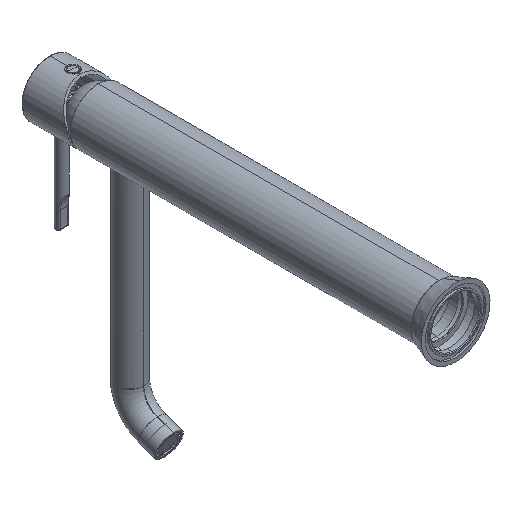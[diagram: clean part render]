
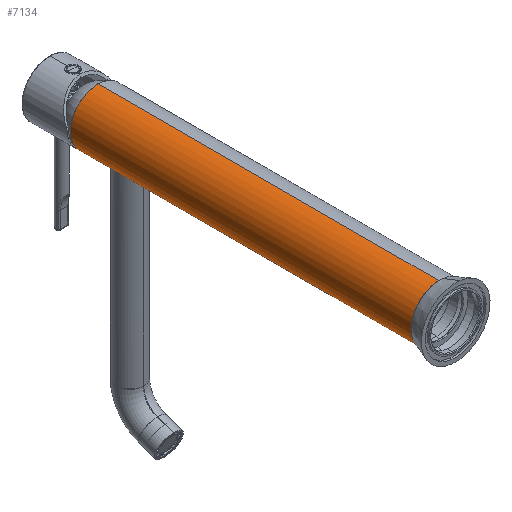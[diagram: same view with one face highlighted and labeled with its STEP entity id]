
A CAD part, isometric view. The second image highlights one B-rep face of the part: STEP entity #7134.
In plain terms, the highlighted cylindrical face has radius 20 mm (diameter 40 mm), a partial arc.
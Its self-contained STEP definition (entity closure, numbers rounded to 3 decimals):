
#12 = VERTEX_POINT ( 'NONE', #1071 ) ;
#766 = DIRECTION ( 'NONE',  ( 0., -1., 0. ) ) ;
#824 = B_SPLINE_CURVE_WITH_KNOTS ( 'NONE', 3,
 ( #1066, #3951, #7549, #2592, #6348, #7322, #3724, #14609, #11014, #8678, #12214, #1540, #1225, #12443, #2431, #1465, #6121, #9886 ),
 .UNSPECIFIED., .F., .F.,
 ( 4, 2, 2, 2, 2, 2, 2, 2, 4 ),
 ( 0.03, 0.031, 0.032, 0.033, 0.034, 0.035, 0.036, 0.037, 0.038 ),
 .UNSPECIFIED. ) ;
#880 = VERTEX_POINT ( 'NONE', #11092 ) ;
#1066 = CARTESIAN_POINT ( 'NONE',  ( -4.9, 106.9, -19.39 ) ) ;
#1071 = CARTESIAN_POINT ( 'NONE',  ( 0., 129.8, -20. ) ) ;
#1130 = CARTESIAN_POINT ( 'NONE',  ( -2.99, 103.005, -19.777 ) ) ;
#1225 = CARTESIAN_POINT ( 'NONE',  ( -2.174, 111.303, -19.884 ) ) ;
#1393 = AXIS2_PLACEMENT_3D ( 'NONE', #10403, #766, #12954 ) ;
#1451 = EDGE_CURVE ( 'NONE', #6468, #1685, #6066, .T. ) ;
#1465 = CARTESIAN_POINT ( 'NONE',  ( -0.646, 111.768, -19.992 ) ) ;
#1540 = CARTESIAN_POINT ( 'NONE',  ( -2.461, 111.149, -19.85 ) ) ;
#1576 = CARTESIAN_POINT ( 'NONE',  ( -4.9, 106.9, -19.39 ) ) ;
#1611 = EDGE_CURVE ( 'NONE', #880, #6468, #8590, .T. ) ;
#1685 = VERTEX_POINT ( 'NONE', #11826 ) ;
#2291 = VECTOR ( 'NONE', #7024, 1000. ) ;
#2342 = CARTESIAN_POINT ( 'NONE',  ( -4.868, 106.255, -19.399 ) ) ;
#2431 = CARTESIAN_POINT ( 'NONE',  ( -1.276, 111.642, -19.962 ) ) ;
#2592 = CARTESIAN_POINT ( 'NONE',  ( -4.742, 108.177, -19.43 ) ) ;
#2654 = CARTESIAN_POINT ( 'NONE',  ( -3.692, 103.663, -19.658 ) ) ;
#2830 = CARTESIAN_POINT ( 'NONE',  ( 0., 102., -20. ) ) ;
#2907 = ORIENTED_EDGE ( 'NONE', *, *, #10927, .F. ) ;
#3235 = AXIS2_PLACEMENT_3D ( 'NONE', #13988, #12546, #5258 ) ;
#3409 = DIRECTION ( 'NONE',  ( 0., 1., 0. ) ) ;
#3692 = VERTEX_POINT ( 'NONE', #5056 ) ;
#3724 = CARTESIAN_POINT ( 'NONE',  ( -4.249, 109.362, -19.544 ) ) ;
#3867 = CARTESIAN_POINT ( 'NONE',  ( -3.24, 103.211, -19.737 ) ) ;
#3939 = CARTESIAN_POINT ( 'NONE',  ( -2.461, 102.651, -19.85 ) ) ;
#3951 = CARTESIAN_POINT ( 'NONE',  ( -4.9, 107.222, -19.39 ) ) ;
#4101 = EDGE_LOOP ( 'NONE', ( #10340, #13252, #9197, #7531, #11863, #2907, #7473 ) ) ;
#4682 = CYLINDRICAL_SURFACE ( 'NONE', #10705, 20. ) ;
#4832 = CARTESIAN_POINT ( 'NONE',  ( -4.9, 106.9, -19.39 ) ) ;
#5056 = CARTESIAN_POINT ( 'NONE',  ( 0., 111.8, -20. ) ) ;
#5070 = CARTESIAN_POINT ( 'NONE',  ( -0.647, 102.032, -19.992 ) ) ;
#5258 = DIRECTION ( 'NONE',  ( 0., 0., 1. ) ) ;
#5259 = EDGE_CURVE ( 'NONE', #11155, #13564, #7167, .T. ) ;
#6062 = CARTESIAN_POINT ( 'NONE',  ( 0., 39.852, -20. ) ) ;
#6066 = LINE ( 'NONE', #13430, #8323 ) ;
#6121 = CARTESIAN_POINT ( 'NONE',  ( -0.321, 111.8, -20. ) ) ;
#6348 = CARTESIAN_POINT ( 'NONE',  ( -4.649, 108.483, -19.453 ) ) ;
#6468 = VERTEX_POINT ( 'NONE', #11693 ) ;
#7024 = DIRECTION ( 'NONE',  ( 0., 1., 0. ) ) ;
#7134 = ADVANCED_FACE ( 'NONE', ( #14527 ), #4682, .T. ) ;
#7167 = B_SPLINE_CURVE_WITH_KNOTS ( 'NONE', 3,
 ( #7226, #13623, #5070, #14675, #7460, #11232, #3939, #1130, #3867, #2654, #12278, #15791, #7536, #7309, #15864, #2342, #13317, #4832 ),
 .UNSPECIFIED., .F., .F.,
 ( 4, 2, 2, 2, 2, 2, 2, 2, 4 ),
 ( 0.023, 0.024, 0.024, 0.025, 0.026, 0.027, 0.028, 0.029, 0.03 ),
 .UNSPECIFIED. ) ;
#7226 = CARTESIAN_POINT ( 'NONE',  ( 0., 102., -20. ) ) ;
#7309 = CARTESIAN_POINT ( 'NONE',  ( -4.648, 105.316, -19.453 ) ) ;
#7322 = CARTESIAN_POINT ( 'NONE',  ( -4.402, 109.077, -19.51 ) ) ;
#7460 = CARTESIAN_POINT ( 'NONE',  ( -1.582, 102.251, -19.94 ) ) ;
#7473 = ORIENTED_EDGE ( 'NONE', *, *, #5259, .F. ) ;
#7531 = ORIENTED_EDGE ( 'NONE', *, *, #8965, .T. ) ;
#7536 = CARTESIAN_POINT ( 'NONE',  ( -4.403, 104.726, -19.51 ) ) ;
#7549 = CARTESIAN_POINT ( 'NONE',  ( -4.868, 107.548, -19.399 ) ) ;
#7819 = CARTESIAN_POINT ( 'NONE',  ( 0., 39.852, -20. ) ) ;
#7974 = DIRECTION ( 'NONE',  ( 0., 1., 0. ) ) ;
#8293 = LINE ( 'NONE', #6062, #2291 ) ;
#8299 = CIRCLE ( 'NONE', #1393, 20. ) ;
#8323 = VECTOR ( 'NONE', #12237, 1000. ) ;
#8590 = CIRCLE ( 'NONE', #3235, 20. ) ;
#8678 = CARTESIAN_POINT ( 'NONE',  ( -3.236, 110.593, -19.738 ) ) ;
#8965 = EDGE_CURVE ( 'NONE', #1685, #12, #8299, .T. ) ;
#9197 = ORIENTED_EDGE ( 'NONE', *, *, #1451, .T. ) ;
#9875 = VECTOR ( 'NONE', #7974, 1000. ) ;
#9886 = CARTESIAN_POINT ( 'NONE',  ( 0., 111.8, -20. ) ) ;
#10340 = ORIENTED_EDGE ( 'NONE', *, *, #10448, .F. ) ;
#10403 = CARTESIAN_POINT ( 'NONE',  ( 0., 129.8, 0. ) ) ;
#10448 = EDGE_CURVE ( 'NONE', #880, #11155, #8293, .T. ) ;
#10705 = AXIS2_PLACEMENT_3D ( 'NONE', #11084, #3409, #13322 ) ;
#10927 = EDGE_CURVE ( 'NONE', #13564, #3692, #824, .T. ) ;
#11014 = CARTESIAN_POINT ( 'NONE',  ( -3.691, 110.139, -19.658 ) ) ;
#11084 = CARTESIAN_POINT ( 'NONE',  ( 0., 39.852, 0. ) ) ;
#11092 = CARTESIAN_POINT ( 'NONE',  ( 0., -116., -20. ) ) ;
#11155 = VERTEX_POINT ( 'NONE', #2830 ) ;
#11232 = CARTESIAN_POINT ( 'NONE',  ( -2.179, 102.499, -19.883 ) ) ;
#11693 = CARTESIAN_POINT ( 'NONE',  ( 0., -116., 20. ) ) ;
#11826 = CARTESIAN_POINT ( 'NONE',  ( 0., 129.8, 20. ) ) ;
#11863 = ORIENTED_EDGE ( 'NONE', *, *, #14917, .F. ) ;
#12214 = CARTESIAN_POINT ( 'NONE',  ( -2.99, 110.795, -19.777 ) ) ;
#12237 = DIRECTION ( 'NONE',  ( 0., 1., 0. ) ) ;
#12278 = CARTESIAN_POINT ( 'NONE',  ( -3.894, 103.909, -19.618 ) ) ;
#12443 = CARTESIAN_POINT ( 'NONE',  ( -1.582, 111.549, -19.94 ) ) ;
#12546 = DIRECTION ( 'NONE',  ( 0., 1., 0. ) ) ;
#12785 = LINE ( 'NONE', #7819, #9875 ) ;
#12954 = DIRECTION ( 'NONE',  ( 0., 0., 1. ) ) ;
#13252 = ORIENTED_EDGE ( 'NONE', *, *, #1611, .T. ) ;
#13317 = CARTESIAN_POINT ( 'NONE',  ( -4.9, 106.578, -19.39 ) ) ;
#13322 = DIRECTION ( 'NONE',  ( 0., 0., 1. ) ) ;
#13430 = CARTESIAN_POINT ( 'NONE',  ( 0., 39.852, 20. ) ) ;
#13564 = VERTEX_POINT ( 'NONE', #1576 ) ;
#13623 = CARTESIAN_POINT ( 'NONE',  ( -0.322, 102., -20. ) ) ;
#13988 = CARTESIAN_POINT ( 'NONE',  ( 0., -116., 0. ) ) ;
#14527 = FACE_OUTER_BOUND ( 'NONE', #4101, .T. ) ;
#14609 = CARTESIAN_POINT ( 'NONE',  ( -3.894, 109.891, -19.618 ) ) ;
#14675 = CARTESIAN_POINT ( 'NONE',  ( -1.275, 102.158, -19.962 ) ) ;
#14917 = EDGE_CURVE ( 'NONE', #3692, #12, #12785, .T. ) ;
#15791 = CARTESIAN_POINT ( 'NONE',  ( -4.249, 104.439, -19.544 ) ) ;
#15864 = CARTESIAN_POINT ( 'NONE',  ( -4.741, 105.621, -19.43 ) ) ;
